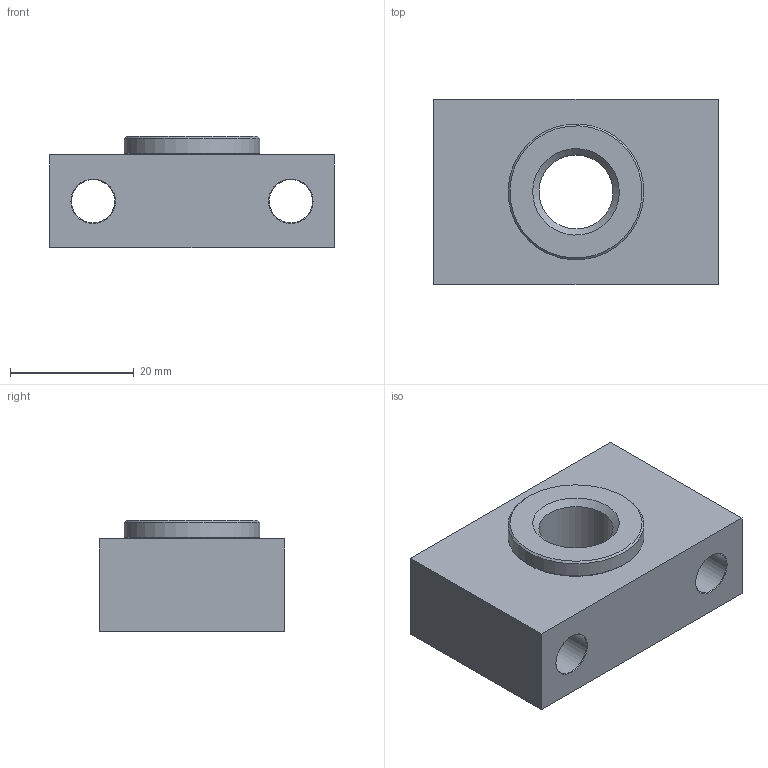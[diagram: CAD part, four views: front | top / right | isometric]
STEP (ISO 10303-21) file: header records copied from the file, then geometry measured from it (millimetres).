
FILE_DESCRIPTION((''),'2;1');
FILE_NAME('SCI032.stp','2015-01-27T16:30:26',('carlo.corazza'),(''),'Autodesk Inventor 2012','Autodesk Inventor 2012','');
FILE_SCHEMA(('AUTOMOTIVE_DESIGN { 1 0 10303 214 1 1 1 1 }'));
Length unit declared in the file: millimetre
Products named in the file (1): SCI032
Bounding box: 46 x 30 x 18 mm (x, y, z)
Volume: 16626.8 mm3; surface area: 7232.7 mm2
Topology: 1 solids, 2 shells, 32 faces, 64 edges, 39 vertices
Faces by surface type: cone 13, plane 11, cylinder 8
Full cylindrical faces by diameter (mm): 7 x2, 11 x2, 12 x1, 18 x2, 22 x1
Entity records: 792 total; most frequent: DIRECTION 136, CARTESIAN_POINT 111, ORIENTED_EDGE 82, EDGE_LOOP 64, AXIS2_PLACEMENT_3D 62, EDGE_CURVE 41, VERTEX_POINT 37, STYLED_ITEM 33
